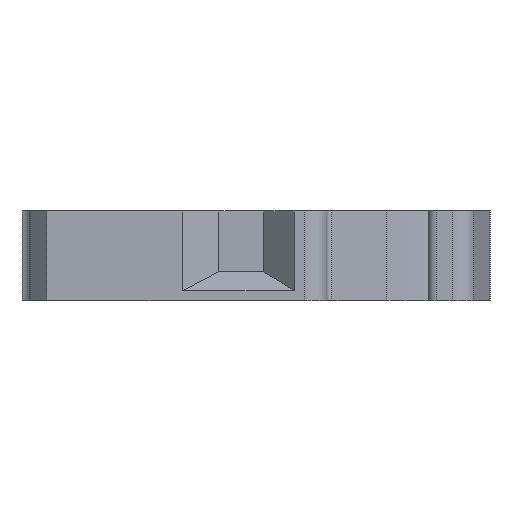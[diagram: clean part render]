
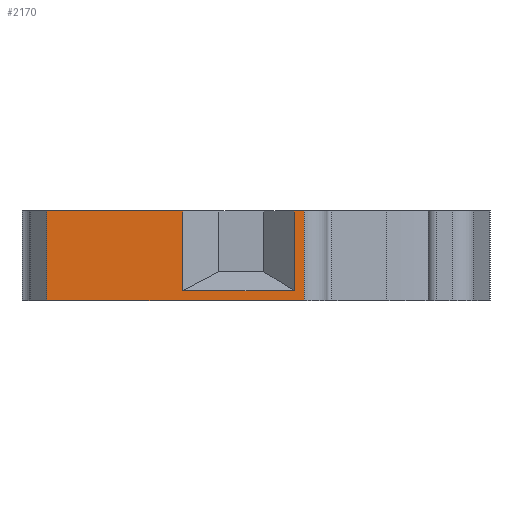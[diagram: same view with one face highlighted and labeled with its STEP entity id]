
A CAD part, left-side view. The second image highlights one B-rep face of the part: STEP entity #2170.
In plain terms, the highlighted planar face has unit normal (-1, 0, 0).
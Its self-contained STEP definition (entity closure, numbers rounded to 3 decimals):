
#35=DIRECTION('',(0.,-1.,0.));
#36=VECTOR('',#35,22.9);
#37=CARTESIAN_POINT('',(-26.1,18.6,-4.));
#38=LINE('',#37,#36);
#471=DIRECTION('',(0.,-1.,0.));
#472=VECTOR('',#471,12.082);
#473=CARTESIAN_POINT('',(-26.1,18.6,4.));
#474=LINE('',#473,#472);
#845=DIRECTION('',(0.,-1.,0.));
#846=VECTOR('',#845,0.9);
#847=CARTESIAN_POINT('',(-26.1,-3.4,4.));
#848=LINE('',#847,#846);
#849=DIRECTION('',(0.,0.,-1.));
#850=VECTOR('',#849,7.1);
#851=CARTESIAN_POINT('',(-26.1,-3.4,4.));
#852=LINE('',#851,#850);
#857=DIRECTION('',(0.,1.,0.));
#858=VECTOR('',#857,9.918);
#859=CARTESIAN_POINT('',(-26.1,-3.4,-3.1));
#860=LINE('',#859,#858);
#861=DIRECTION('',(0.,0.,1.));
#862=VECTOR('',#861,8.);
#863=CARTESIAN_POINT('',(-26.1,18.6,-4.));
#864=LINE('',#863,#862);
#893=DIRECTION('',(0.,0.,1.));
#894=VECTOR('',#893,7.1);
#895=CARTESIAN_POINT('',(-26.1,6.518,-3.1));
#896=LINE('',#895,#894);
#905=DIRECTION('',(0.,0.,1.));
#906=VECTOR('',#905,8.);
#907=CARTESIAN_POINT('',(-26.1,-4.3,-4.));
#908=LINE('',#907,#906);
#1201=CARTESIAN_POINT('',(-26.1,18.6,-4.));
#1202=VERTEX_POINT('',#1201);
#1203=CARTESIAN_POINT('',(-26.1,-4.3,-4.));
#1204=VERTEX_POINT('',#1203);
#1363=CARTESIAN_POINT('',(-26.1,18.6,4.));
#1364=VERTEX_POINT('',#1363);
#1365=CARTESIAN_POINT('',(-26.1,-4.3,4.));
#1367=VERTEX_POINT('',#1365);
#1550=CARTESIAN_POINT('',(-26.1,-3.4,4.));
#1552=VERTEX_POINT('',#1550);
#1553=CARTESIAN_POINT('',(-26.1,6.518,4.));
#1555=VERTEX_POINT('',#1553);
#1561=CARTESIAN_POINT('',(-26.1,-3.4,-3.1));
#1562=CARTESIAN_POINT('',(-26.1,6.518,-3.1));
#1563=VERTEX_POINT('',#1561);
#1564=VERTEX_POINT('',#1562);
#2151=CARTESIAN_POINT('',(-26.1,18.6,-4.));
#2152=DIRECTION('',(-1.,0.,0.));
#2153=DIRECTION('',(0.,-1.,0.));
#2154=AXIS2_PLACEMENT_3D('',#2151,#2152,#2153);
#2155=PLANE('',#2154);
#2157=ORIENTED_EDGE('',*,*,#2156,.F.);
#2158=ORIENTED_EDGE('',*,*,#2141,.F.);
#2159=ORIENTED_EDGE('',*,*,#2131,.T.);
#2161=ORIENTED_EDGE('',*,*,#2160,.F.);
#2162=ORIENTED_EDGE('',*,*,#1578,.F.);
#2164=ORIENTED_EDGE('',*,*,#2163,.T.);
#2165=ORIENTED_EDGE('',*,*,#1971,.T.);
#2167=ORIENTED_EDGE('',*,*,#2166,.F.);
#2168=EDGE_LOOP('',(#2157,#2158,#2159,#2161,#2162,#2164,#2165,#2167));
#2169=FACE_OUTER_BOUND('',#2168,.F.);
#1578=EDGE_CURVE('',#1202,#1204,#38,.T.);
#1971=EDGE_CURVE('',#1364,#1555,#474,.T.);
#2131=EDGE_CURVE('',#1552,#1367,#848,.T.);
#2141=EDGE_CURVE('',#1552,#1563,#852,.T.);
#2156=EDGE_CURVE('',#1563,#1564,#860,.T.);
#2160=EDGE_CURVE('',#1204,#1367,#908,.T.);
#2163=EDGE_CURVE('',#1202,#1364,#864,.T.);
#2166=EDGE_CURVE('',#1564,#1555,#896,.T.);
#2170=ADVANCED_FACE('',(#2169),#2155,.T.);
